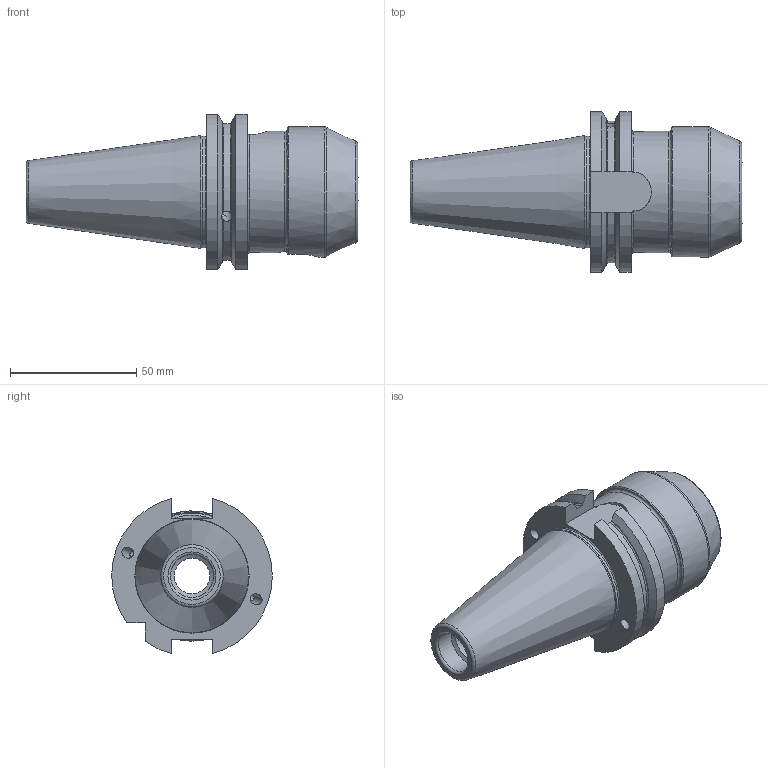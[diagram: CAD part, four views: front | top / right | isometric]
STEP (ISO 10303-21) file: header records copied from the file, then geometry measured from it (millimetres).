
FILE_DESCRIPTION((''),'2;1');
FILE_NAME('7140041-08.stp','2014-03-24T14:19:15',('SCHUESSLER'),(''),'Autodesk Inventor 2012','Autodesk Inventor 2012','');
FILE_SCHEMA(('AUTOMOTIVE_DESIGN { 1 0 10303 214 1 1 1 1 }'));
Length unit declared in the file: millimetre
Products named in the file (1): 7140041-08
Bounding box: 131.4 x 63.54 x 61.48 mm (x, y, z)
Volume: 161310.1 mm3; surface area: 31521.9 mm2
Topology: 1 solids, 1 shells, 88 faces, 256 edges, 169 vertices
Faces by surface type: cylinder 27, plane 27, torus 20, cone 14
Full cylindrical faces by diameter (mm): 2.5 x2, 4.2 x4, 10 x1, 13.835 x1, 14 x1, 17 x1, 20 x1, 21 x1, 44.25 x1, 48 x1, 51.5 x1
Entity records: 3165 total; most frequent: CARTESIAN_POINT 1075, ORIENTED_EDGE 418, DIRECTION 409, EDGE_CURVE 209, AXIS2_PLACEMENT_3D 174, VERTEX_POINT 152, EDGE_LOOP 133, FACE_OUTER_BOUND 88
